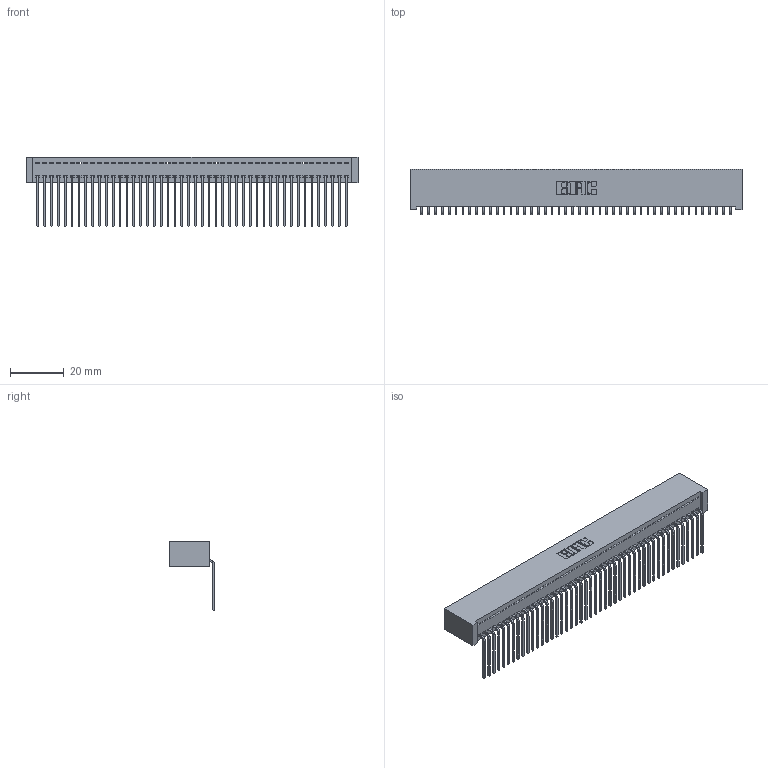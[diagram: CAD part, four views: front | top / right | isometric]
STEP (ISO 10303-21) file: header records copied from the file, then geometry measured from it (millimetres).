
FILE_DESCRIPTION (( 'STEP AP203' ), '1' );
FILE_NAME ('392-046-559-101.STEP', '2019-10-08T00:05:06', ( '' ), ( '' ), 'SwSTEP 2.0', 'SolidWorks 2016', '' );
FILE_SCHEMA (( 'CONFIG_CONTROL_DESIGN' ));
Length unit declared in the file: inch
Products named in the file (3): 342 Part_Lugless; 345-292-001_558 559 Tail - 1; 392-046-559-101
Assembly tree (47 placements, depth 2):
  392-046-559-101
    342 Part_Lugless
    345-292-001_558 559 Tail - 1  x46
Bounding box: 123.09 x 16.83 x 25.78 mm (x, y, z)
Volume: 11369.4 mm3; surface area: 17963.8 mm2
Topology: 47 solids, 47 shells, 2862 faces, 8647 edges, 5702 vertices
Faces by surface type: plane 2086, cylinder 776
Entity records: 27279 total; most frequent: CARTESIAN_POINT 4712, ORIENTED_EDGE 4694, DIRECTION 3959, EDGE_CURVE 2347, VECTOR 2227, LINE 2227, VERTEX_POINT 1562, AXIS2_PLACEMENT_3D 866
